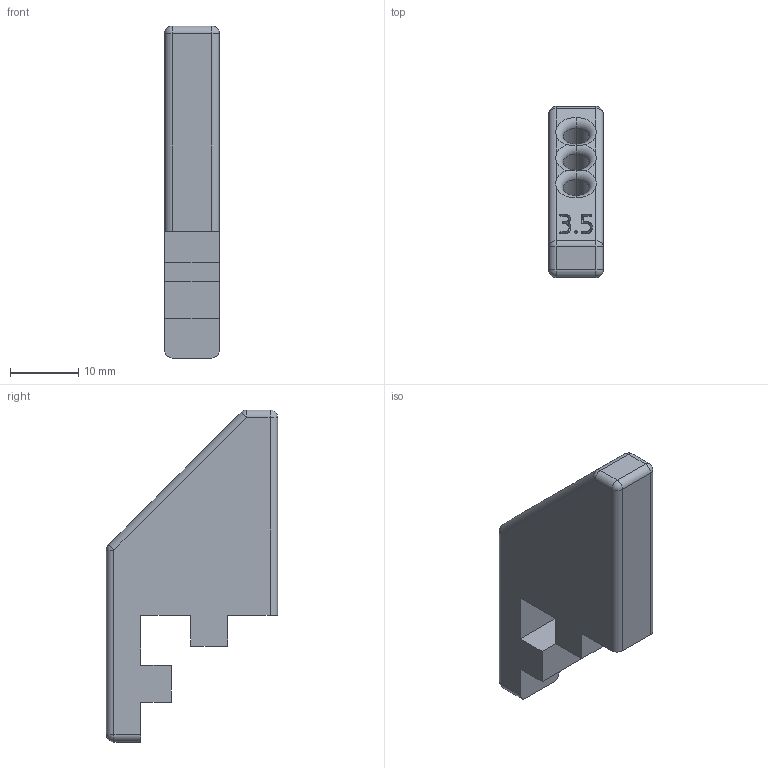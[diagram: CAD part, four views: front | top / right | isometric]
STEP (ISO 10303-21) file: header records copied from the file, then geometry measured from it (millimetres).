
FILE_DESCRIPTION (( 'STEP AP203' ), '1' );
FILE_NAME ('ô3.5.STEP', '2025-11-08T12:31:44', ( '' ), ( '' ), 'SwSTEP 2.0', 'SolidWorks 2025', '' );
FILE_SCHEMA (( 'CONFIG_CONTROL_DESIGN' ));
Length unit declared in the file: millimetre
Products named in the file (1): ф3.5
Bounding box: 8 x 25 x 48.5 mm (x, y, z)
Volume: 5119.3 mm3; surface area: 2879.4 mm2
Topology: 1 solids, 1 shells, 110 faces, 291 edges, 178 vertices
Faces by surface type: plane 48, bspline 28, cylinder 20, sphere 8, torus 6
Entity records: 4476 total; most frequent: CARTESIAN_POINT 1898, ORIENTED_EDGE 566, DIRECTION 441, EDGE_CURVE 283, VERTEX_POINT 178, VECTOR 159, LINE 159, AXIS2_PLACEMENT_3D 141
